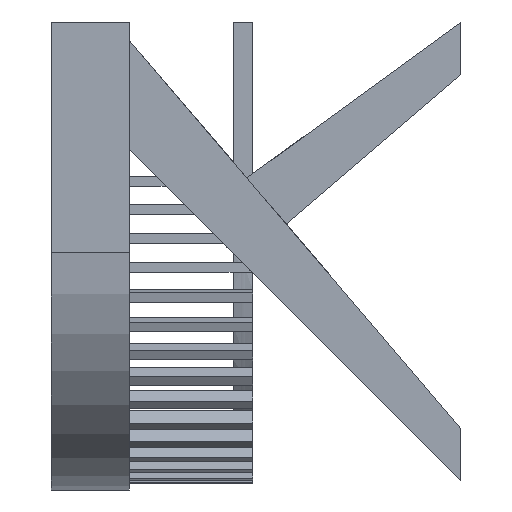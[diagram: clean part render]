
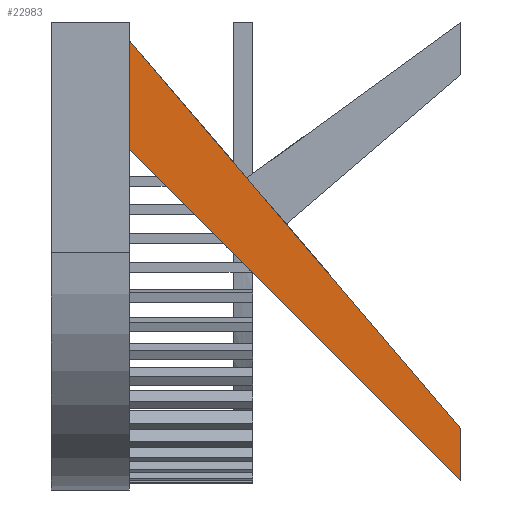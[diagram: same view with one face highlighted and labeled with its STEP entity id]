
A CAD part, left-side view. The second image highlights one B-rep face of the part: STEP entity #22983.
In plain terms, the highlighted planar face has unit normal (-1, 0, 0).
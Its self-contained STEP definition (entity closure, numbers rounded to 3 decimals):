
#139 = VECTOR ( 'NONE', #3148, 1000. ) ;
#593 = CARTESIAN_POINT ( 'NONE',  ( -365., 510., 159.2 ) ) ;
#843 = LINE ( 'NONE', #32390, #6390 ) ;
#3148 = DIRECTION ( 'NONE',  ( 0., 0., 1. ) ) ;
#3277 = DIRECTION ( 'NONE',  ( 1., 0., 0. ) ) ;
#3649 = DIRECTION ( 'NONE',  ( 0., -0.649, -0.76 ) ) ;
#6057 = FACE_OUTER_BOUND ( 'NONE', #24598, .T. ) ;
#6390 = VECTOR ( 'NONE', #3649, 1000. ) ;
#7021 = CARTESIAN_POINT ( 'NONE',  ( -365., 0., -270.133 ) ) ;
#8924 = DIRECTION ( 'NONE',  ( 0., 0., -1. ) ) ;
#9284 = LINE ( 'NONE', #32066, #139 ) ;
#11963 = DIRECTION ( 'NONE',  ( 0., 0.707, 0.707 ) ) ;
#11977 = AXIS2_PLACEMENT_3D ( 'NONE', #23225, #3277, #34617 ) ;
#12080 = EDGE_CURVE ( 'NONE', #36484, #24260, #23564, .T. ) ;
#13991 = LINE ( 'NONE', #14166, #27226 ) ;
#14166 = CARTESIAN_POINT ( 'NONE',  ( -365., 0., -350.8 ) ) ;
#17270 = ORIENTED_EDGE ( 'NONE', *, *, #35989, .F. ) ;
#18656 = VECTOR ( 'NONE', #11963, 1000. ) ;
#18792 = CARTESIAN_POINT ( 'NONE',  ( -365., 510., 159.2 ) ) ;
#20908 = CARTESIAN_POINT ( 'NONE',  ( -365., 0., -350.8 ) ) ;
#22983 = ADVANCED_FACE ( 'NONE', ( #6057 ), #29204, .F. ) ;
#23225 = CARTESIAN_POINT ( 'NONE',  ( -365., 0., -270.133 ) ) ;
#23564 = LINE ( 'NONE', #593, #18656 ) ;
#24260 = VERTEX_POINT ( 'NONE', #18792 ) ;
#24598 = EDGE_LOOP ( 'NONE', ( #33839, #17270, #33779, #26464 ) ) ;
#26095 = CARTESIAN_POINT ( 'NONE',  ( -365., 510., 327. ) ) ;
#26464 = ORIENTED_EDGE ( 'NONE', *, *, #12080, .F. ) ;
#27226 = VECTOR ( 'NONE', #8924, 1000. ) ;
#29204 = PLANE ( 'NONE',  #11977 ) ;
#30838 = EDGE_CURVE ( 'NONE', #24260, #31940, #9284, .T. ) ;
#30989 = VERTEX_POINT ( 'NONE', #7021 ) ;
#31940 = VERTEX_POINT ( 'NONE', #26095 ) ;
#32066 = CARTESIAN_POINT ( 'NONE',  ( -365., 510., 327. ) ) ;
#32390 = CARTESIAN_POINT ( 'NONE',  ( -365., 0., -270.133 ) ) ;
#33779 = ORIENTED_EDGE ( 'NONE', *, *, #30838, .F. ) ;
#33839 = ORIENTED_EDGE ( 'NONE', *, *, #35541, .F. ) ;
#34617 = DIRECTION ( 'NONE',  ( 0., 0., -1. ) ) ;
#35541 = EDGE_CURVE ( 'NONE', #30989, #36484, #13991, .T. ) ;
#35989 = EDGE_CURVE ( 'NONE', #31940, #30989, #843, .T. ) ;
#36484 = VERTEX_POINT ( 'NONE', #20908 ) ;
